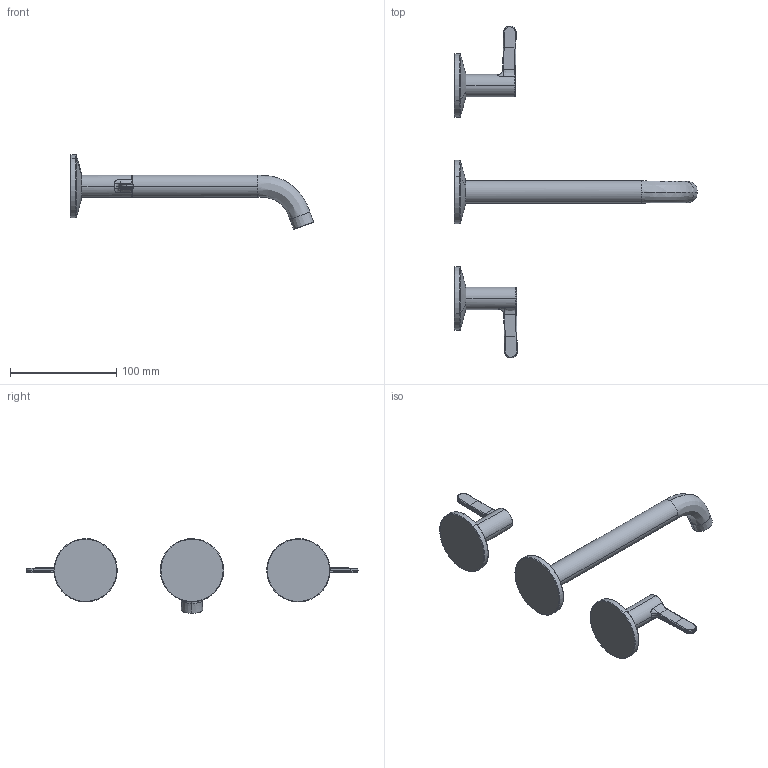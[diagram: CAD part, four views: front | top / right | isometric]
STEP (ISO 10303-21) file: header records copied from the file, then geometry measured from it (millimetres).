
FILE_DESCRIPTION(('3DEXPERIENCE STEP','CAx-IF Rec.Pracs.--- Model Styling and Organization---1.5--- 2016-08-15','CAx-IF Rec.Pracs.---Supplemental Geometry---1.0---2011-11-01','CAx-IF Rec.Pracs.--- Composite Materials ---3.4---2017-06-13','CAx-IF Rec.Pracs.---Tessellated 3D Geometry---1.0---2015-12-17'),'2;1');
FILE_NAME('prd-HG-00762249.stp','2024-07-15T06:26:05+00:00',('none'),('none'),'3DEXPERIENCE Platform3DEXPERIENCE R2023x HotFix 5','3DEXPERIENCE Platform STEP AP242 v2','none');
FILE_SCHEMA(('AP242_MANAGED_MODEL_BASED_3D_ENGINEERING_MIM_LF {1 0 10303 442 1 1 4}'));
Length unit declared in the file: millimetre
Products named in the file (6): P-2_AX_One_3-L_WTA_UP_220mm_m_Hebelgriff; P-2_Rosette_Griff_3L-WTA_WM_AX_BO; P-2_Rosette_Auslauf_3L-WTA-WM_AX_BO; P-2_Hebelgriff_3L_WTA_Hot/Cold_AX_BO; P-2_Auslauf_220mm_2L-WTA-WM_AX_BO; LIM_SR_CA-M16,5x1_HC_1,5gpm-air_gruen-weiss
Assembly tree (7 placements, depth 2):
  P-2_AX_One_3-L_WTA_UP_220mm_m_Hebelgriff
    P-2_Rosette_Griff_3L-WTA_WM_AX_BO  x2
    P-2_Rosette_Auslauf_3L-WTA-WM_AX_BO
    P-2_Hebelgriff_3L_WTA_Hot/Cold_AX_BO  x2
    P-2_Auslauf_220mm_2L-WTA-WM_AX_BO
    LIM_SR_CA-M16,5x1_HC_1,5gpm-air_gruen-weiss
Bounding box: 228.43 x 312 x 70.23 mm (x, y, z)
Volume: 186207.9 mm3; surface area: 48223.2 mm2
Topology: 7 solids, 7 shells, 816 faces, 2052 edges, 1311 vertices
Faces by surface type: plane 567, cylinder 75, torus 70, bspline 70, cone 34
Entity records: 25400 total; most frequent: CARTESIAN_POINT 7972, ORIENTED_EDGE 3762, DIRECTION 3097, EDGE_CURVE 1881, VECTOR 1418, LINE 1418, VERTEX_POINT 1211, AXIS2_PLACEMENT_3D 984
